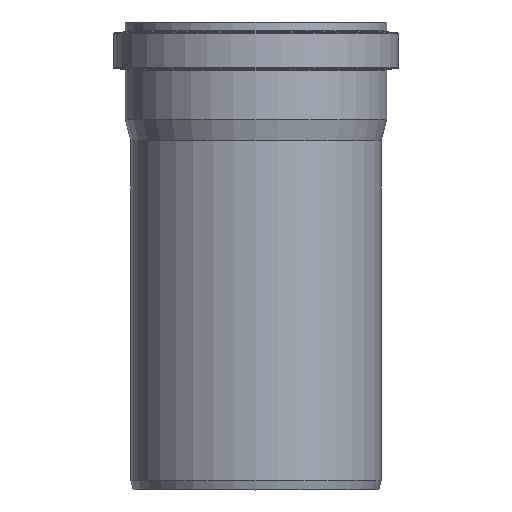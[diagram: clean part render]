
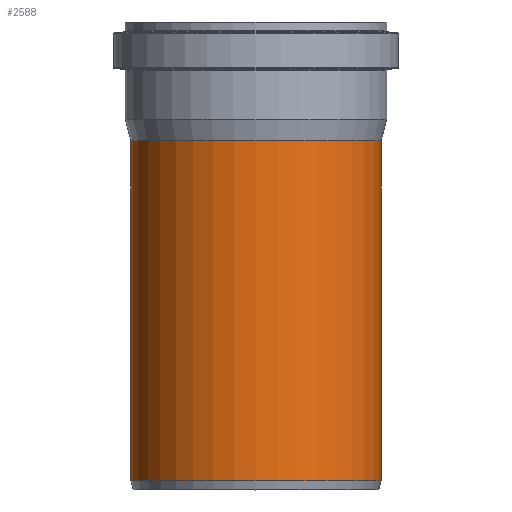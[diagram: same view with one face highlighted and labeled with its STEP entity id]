
A CAD part, top view. The second image highlights one B-rep face of the part: STEP entity #2588.
In plain terms, the highlighted cylindrical face has radius 125.25 mm (diameter 250.5 mm), a full revolution.
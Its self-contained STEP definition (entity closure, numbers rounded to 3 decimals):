
#362=B_SPLINE_CURVE_WITH_KNOTS('',3,(#4209,#4210,#4211,#4212,#4213,#4214,
#4215,#4216,#4217,#4218,#4219,#4220,#4221,#4222,#4223,#4224,#4225,#4226,
#4227,#4228,#4229,#4230,#4231,#4232,#4233,#4234,#4235,#4236,#4237,#4238,
#4239,#4240,#4241,#4242,#4243,#4244,#4245,#4246,#4247,#4248,#4249,#4250,
#4251,#4252,#4253,#4254,#4255,#4256,#4257,#4258,#4259,#4260,#4261,#4262,
#4263,#4264,#4265,#4266,#4267,#4268,#4269,#4270,#4271,#4272,#4273,#4274,
#4275,#4276,#4277,#4278,#4279,#4280,#4281,#4282,#4283,#4284,#4285,#4286,
#4287,#4288,#4289,#4290),.UNSPECIFIED.,.T.,.F.,(4,2,2,2,2,2,2,2,2,2,2,2,
2,2,2,2,2,2,2,2,2,2,2,2,2,2,2,2,2,2,2,2,2,2,2,2,2,2,2,2,4),(0.,1.171,
2.341,3.512,4.682,7.023,9.365,
11.425,13.486,15.546,17.607,19.667,
21.727,23.788,25.848,28.19,30.531,
31.701,32.872,34.042,35.213,36.384,
37.554,38.725,39.895,42.237,44.578,
46.638,48.699,50.759,52.82,54.88,
56.941,59.001,61.061,63.403,65.744,
66.914,68.085,69.256,70.426),
 .UNSPECIFIED.);
#493=FACE_BOUND('',#770,.T.);
#494=FACE_BOUND('',#771,.T.);
#556=FACE_OUTER_BOUND('',#769,.T.);
#769=EDGE_LOOP('',(#1802));
#770=EDGE_LOOP('',(#1803));
#771=EDGE_LOOP('',(#1804));
#1032=CIRCLE('',#2806,125.25);
#1033=CIRCLE('',#2807,125.25);
#1239=VERTEX_POINT('',#4208);
#1241=VERTEX_POINT('',#4296);
#1242=VERTEX_POINT('',#4298);
#1445=EDGE_CURVE('',#1239,#1239,#362,.T.);
#1447=EDGE_CURVE('',#1241,#1241,#1032,.T.);
#1448=EDGE_CURVE('',#1242,#1242,#1033,.T.);
#1802=ORIENTED_EDGE('',*,*,#1447,.T.);
#1803=ORIENTED_EDGE('',*,*,#1448,.F.);
#1804=ORIENTED_EDGE('',*,*,#1445,.T.);
#2491=CYLINDRICAL_SURFACE('',#2805,125.25);
#2588=ADVANCED_FACE('',(#556,#493,#494),#2491,.T.);
#2805=AXIS2_PLACEMENT_3D('',#4295,#3216,#3217);
#2806=AXIS2_PLACEMENT_3D('',#4297,#3218,#3219);
#2807=AXIS2_PLACEMENT_3D('',#4299,#3220,#3221);
#3216=DIRECTION('center_axis',(0.,-1.,0.));
#3217=DIRECTION('ref_axis',(1.,0.,0.));
#3218=DIRECTION('center_axis',(0.,-1.,0.));
#3219=DIRECTION('ref_axis',(1.,0.,0.));
#3220=DIRECTION('center_axis',(0.,-1.,0.));
#3221=DIRECTION('ref_axis',(1.,0.,0.));
#4208=CARTESIAN_POINT('',(110.052,-109.243,-59.801));
#4209=CARTESIAN_POINT('Ctrl Pts',(110.052,-109.243,-59.801));
#4210=CARTESIAN_POINT('Ctrl Pts',(110.052,-105.341,-59.801));
#4211=CARTESIAN_POINT('Ctrl Pts',(109.758,-101.678,-60.348));
#4212=CARTESIAN_POINT('Ctrl Pts',(108.744,-94.661,-62.156));
#4213=CARTESIAN_POINT('Ctrl Pts',(108.024,-91.306,-63.414));
#4214=CARTESIAN_POINT('Ctrl Pts',(106.229,-84.776,-66.377));
#4215=CARTESIAN_POINT('Ctrl Pts',(105.155,-81.606,-68.081));
#4216=CARTESIAN_POINT('Ctrl Pts',(102.68,-75.397,-71.759));
#4217=CARTESIAN_POINT('Ctrl Pts',(101.279,-72.358,-73.735));
#4218=CARTESIAN_POINT('Ctrl Pts',(96.598,-63.41,-79.894));
#4219=CARTESIAN_POINT('Ctrl Pts',(92.854,-57.703,-84.275));
#4220=CARTESIAN_POINT('Ctrl Pts',(84.308,-47.026,-92.823));
#4221=CARTESIAN_POINT('Ctrl Pts',(79.504,-42.063,-96.994));
#4222=CARTESIAN_POINT('Ctrl Pts',(69.798,-33.706,-104.152));
#4223=CARTESIAN_POINT('Ctrl Pts',(64.672,-29.934,-107.45));
#4224=CARTESIAN_POINT('Ctrl Pts',(53.441,-23.141,-113.456));
#4225=CARTESIAN_POINT('Ctrl Pts',(47.335,-20.122,-116.161));
#4226=CARTESIAN_POINT('Ctrl Pts',(34.462,-15.184,-120.608));
#4227=CARTESIAN_POINT('Ctrl Pts',(27.681,-13.262,-122.353));
#4228=CARTESIAN_POINT('Ctrl Pts',(13.885,-10.708,-124.674));
#4229=CARTESIAN_POINT('Ctrl Pts',(6.868,-10.078,-125.25));
#4230=CARTESIAN_POINT('Ctrl Pts',(-6.868,-10.078,-125.25));
#4231=CARTESIAN_POINT('Ctrl Pts',(-13.885,-10.708,-124.674));
#4232=CARTESIAN_POINT('Ctrl Pts',(-27.681,-13.262,-122.353));
#4233=CARTESIAN_POINT('Ctrl Pts',(-34.462,-15.184,-120.608));
#4234=CARTESIAN_POINT('Ctrl Pts',(-47.335,-20.122,-116.161));
#4235=CARTESIAN_POINT('Ctrl Pts',(-53.441,-23.141,-113.456));
#4236=CARTESIAN_POINT('Ctrl Pts',(-64.672,-29.934,-107.45));
#4237=CARTESIAN_POINT('Ctrl Pts',(-69.798,-33.706,-104.152));
#4238=CARTESIAN_POINT('Ctrl Pts',(-79.504,-42.063,-96.994));
#4239=CARTESIAN_POINT('Ctrl Pts',(-84.308,-47.026,-92.823));
#4240=CARTESIAN_POINT('Ctrl Pts',(-92.854,-57.703,-84.275));
#4241=CARTESIAN_POINT('Ctrl Pts',(-96.598,-63.41,-79.894));
#4242=CARTESIAN_POINT('Ctrl Pts',(-101.279,-72.358,-73.735));
#4243=CARTESIAN_POINT('Ctrl Pts',(-102.68,-75.397,-71.759));
#4244=CARTESIAN_POINT('Ctrl Pts',(-105.155,-81.606,-68.081));
#4245=CARTESIAN_POINT('Ctrl Pts',(-106.229,-84.776,-66.377));
#4246=CARTESIAN_POINT('Ctrl Pts',(-108.024,-91.306,-63.414));
#4247=CARTESIAN_POINT('Ctrl Pts',(-108.744,-94.661,-62.156));
#4248=CARTESIAN_POINT('Ctrl Pts',(-109.758,-101.678,-60.348));
#4249=CARTESIAN_POINT('Ctrl Pts',(-110.052,-105.341,-59.801));
#4250=CARTESIAN_POINT('Ctrl Pts',(-110.052,-113.145,-59.801));
#4251=CARTESIAN_POINT('Ctrl Pts',(-109.758,-116.807,-60.348));
#4252=CARTESIAN_POINT('Ctrl Pts',(-108.744,-123.824,-62.156));
#4253=CARTESIAN_POINT('Ctrl Pts',(-108.024,-127.179,-63.414));
#4254=CARTESIAN_POINT('Ctrl Pts',(-106.229,-133.71,-66.377));
#4255=CARTESIAN_POINT('Ctrl Pts',(-105.155,-136.879,-68.081));
#4256=CARTESIAN_POINT('Ctrl Pts',(-102.68,-143.088,-71.759));
#4257=CARTESIAN_POINT('Ctrl Pts',(-101.279,-146.127,-73.735));
#4258=CARTESIAN_POINT('Ctrl Pts',(-96.598,-155.076,-79.894));
#4259=CARTESIAN_POINT('Ctrl Pts',(-92.854,-160.783,-84.275));
#4260=CARTESIAN_POINT('Ctrl Pts',(-84.308,-171.459,-92.823));
#4261=CARTESIAN_POINT('Ctrl Pts',(-79.504,-176.422,-96.994));
#4262=CARTESIAN_POINT('Ctrl Pts',(-69.798,-184.78,-104.152));
#4263=CARTESIAN_POINT('Ctrl Pts',(-64.672,-188.552,-107.45));
#4264=CARTESIAN_POINT('Ctrl Pts',(-53.441,-195.344,-113.456));
#4265=CARTESIAN_POINT('Ctrl Pts',(-47.335,-198.364,-116.161));
#4266=CARTESIAN_POINT('Ctrl Pts',(-34.462,-203.302,-120.608));
#4267=CARTESIAN_POINT('Ctrl Pts',(-27.681,-205.223,-122.353));
#4268=CARTESIAN_POINT('Ctrl Pts',(-13.885,-207.777,-124.674));
#4269=CARTESIAN_POINT('Ctrl Pts',(-6.868,-208.407,-125.25));
#4270=CARTESIAN_POINT('Ctrl Pts',(6.868,-208.407,-125.25));
#4271=CARTESIAN_POINT('Ctrl Pts',(13.885,-207.777,-124.674));
#4272=CARTESIAN_POINT('Ctrl Pts',(27.681,-205.223,-122.353));
#4273=CARTESIAN_POINT('Ctrl Pts',(34.462,-203.302,-120.608));
#4274=CARTESIAN_POINT('Ctrl Pts',(47.335,-198.364,-116.161));
#4275=CARTESIAN_POINT('Ctrl Pts',(53.441,-195.344,-113.456));
#4276=CARTESIAN_POINT('Ctrl Pts',(64.672,-188.552,-107.45));
#4277=CARTESIAN_POINT('Ctrl Pts',(69.798,-184.78,-104.152));
#4278=CARTESIAN_POINT('Ctrl Pts',(79.504,-176.422,-96.994));
#4279=CARTESIAN_POINT('Ctrl Pts',(84.308,-171.459,-92.823));
#4280=CARTESIAN_POINT('Ctrl Pts',(92.854,-160.783,-84.275));
#4281=CARTESIAN_POINT('Ctrl Pts',(96.598,-155.076,-79.894));
#4282=CARTESIAN_POINT('Ctrl Pts',(101.279,-146.127,-73.735));
#4283=CARTESIAN_POINT('Ctrl Pts',(102.68,-143.088,-71.759));
#4284=CARTESIAN_POINT('Ctrl Pts',(105.155,-136.879,-68.081));
#4285=CARTESIAN_POINT('Ctrl Pts',(106.229,-133.71,-66.377));
#4286=CARTESIAN_POINT('Ctrl Pts',(108.024,-127.179,-63.414));
#4287=CARTESIAN_POINT('Ctrl Pts',(108.744,-123.824,-62.156));
#4288=CARTESIAN_POINT('Ctrl Pts',(109.758,-116.807,-60.348));
#4289=CARTESIAN_POINT('Ctrl Pts',(110.052,-113.145,-59.801));
#4290=CARTESIAN_POINT('Ctrl Pts',(110.052,-109.243,-59.801));
#4295=CARTESIAN_POINT('Origin',(0.,-170.121,
0.));
#4296=CARTESIAN_POINT('',(125.25,0.,0.));
#4297=CARTESIAN_POINT('Origin',(0.,0.,
0.));
#4298=CARTESIAN_POINT('',(125.25,-340.243,0.));
#4299=CARTESIAN_POINT('Origin',(0.,-340.243,
0.));
